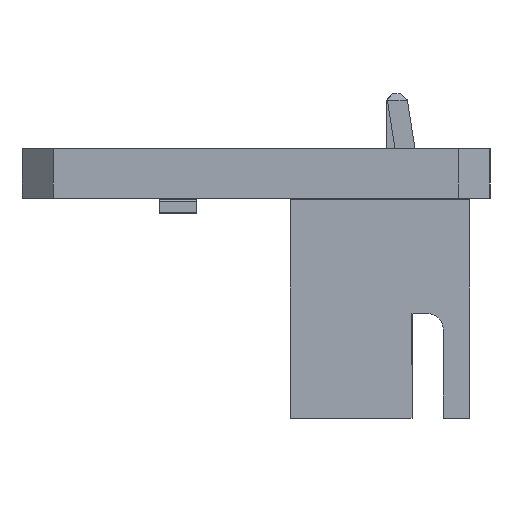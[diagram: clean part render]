
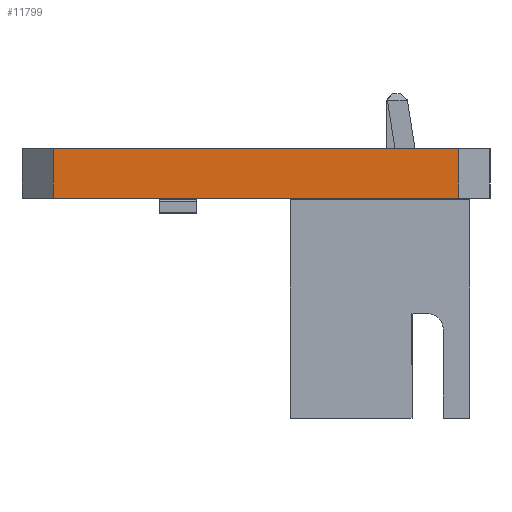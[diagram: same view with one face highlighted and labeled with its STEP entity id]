
A CAD part, left-side view. The second image highlights one B-rep face of the part: STEP entity #11799.
In plain terms, the highlighted planar face has unit normal (-1, 0, 0).
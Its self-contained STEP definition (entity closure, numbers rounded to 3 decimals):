
#11683 = EDGE_CURVE('',#11684,#11686,#11688,.T.);
#11684 = VERTEX_POINT('',#11685);
#11685 = CARTESIAN_POINT('',(-22.5,4.,0.));
#11686 = VERTEX_POINT('',#11687);
#11687 = CARTESIAN_POINT('',(-22.5,4.,1.6));
#11688 = SURFACE_CURVE('',#11689,(#11693,#11705),.PCURVE_S1.);
#11689 = LINE('',#11690,#11691);
#11690 = CARTESIAN_POINT('',(-22.5,4.,0.));
#11691 = VECTOR('',#11692,1.);
#11692 = DIRECTION('',(0.,0.,1.));
#11693 = PCURVE('',#11694,#11699);
#11694 = PLANE('',#11695);
#11695 = AXIS2_PLACEMENT_3D('',#11696,#11697,#11698);
#11696 = CARTESIAN_POINT('',(-22.5,4.,0.));
#11697 = DIRECTION('',(-0.707,0.707,0.));
#11698 = DIRECTION('',(0.707,0.707,0.));
#11699 = DEFINITIONAL_REPRESENTATION('',(#11700),#11704);
#11700 = LINE('',#11701,#11702);
#11701 = CARTESIAN_POINT('',(0.,0.));
#11702 = VECTOR('',#11703,1.);
#11703 = DIRECTION('',(0.,-1.));
#11704 = ( GEOMETRIC_REPRESENTATION_CONTEXT(2) 
PARAMETRIC_REPRESENTATION_CONTEXT() REPRESENTATION_CONTEXT('2D SPACE',''
  ) );
#11705 = PCURVE('',#11706,#11711);
#11706 = PLANE('',#11707);
#11707 = AXIS2_PLACEMENT_3D('',#11708,#11709,#11710);
#11708 = CARTESIAN_POINT('',(-22.5,-9.,0.));
#11709 = DIRECTION('',(-1.,0.,0.));
#11710 = DIRECTION('',(0.,1.,0.));
#11711 = DEFINITIONAL_REPRESENTATION('',(#11712),#11716);
#11712 = LINE('',#11713,#11714);
#11713 = CARTESIAN_POINT('',(13.,0.));
#11714 = VECTOR('',#11715,1.);
#11715 = DIRECTION('',(0.,-1.));
#11716 = ( GEOMETRIC_REPRESENTATION_CONTEXT(2) 
PARAMETRIC_REPRESENTATION_CONTEXT() REPRESENTATION_CONTEXT('2D SPACE',''
  ) );
#11734 = PLANE('',#11735);
#11735 = AXIS2_PLACEMENT_3D('',#11736,#11737,#11738);
#11736 = CARTESIAN_POINT('',(0.,-2.5,1.6));
#11737 = DIRECTION('',(0.,0.,-1.));
#11738 = DIRECTION('',(-1.,0.,0.));
#11788 = PLANE('',#11789);
#11789 = AXIS2_PLACEMENT_3D('',#11790,#11791,#11792);
#11790 = CARTESIAN_POINT('',(0.,-2.5,0.));
#11791 = DIRECTION('',(0.,0.,-1.));
#11792 = DIRECTION('',(-1.,0.,0.));
#11799 = ADVANCED_FACE('',(#11800),#11706,.T.);
#11800 = FACE_BOUND('',#11801,.T.);
#11801 = EDGE_LOOP('',(#11802,#11832,#11853,#11854));
#11802 = ORIENTED_EDGE('',*,*,#11803,.T.);
#11803 = EDGE_CURVE('',#11804,#11806,#11808,.T.);
#11804 = VERTEX_POINT('',#11805);
#11805 = CARTESIAN_POINT('',(-22.5,-9.,0.));
#11806 = VERTEX_POINT('',#11807);
#11807 = CARTESIAN_POINT('',(-22.5,-9.,1.6));
#11808 = SURFACE_CURVE('',#11809,(#11813,#11820),.PCURVE_S1.);
#11809 = LINE('',#11810,#11811);
#11810 = CARTESIAN_POINT('',(-22.5,-9.,0.));
#11811 = VECTOR('',#11812,1.);
#11812 = DIRECTION('',(0.,0.,1.));
#11813 = PCURVE('',#11706,#11814);
#11814 = DEFINITIONAL_REPRESENTATION('',(#11815),#11819);
#11815 = LINE('',#11816,#11817);
#11816 = CARTESIAN_POINT('',(0.,0.));
#11817 = VECTOR('',#11818,1.);
#11818 = DIRECTION('',(0.,-1.));
#11819 = ( GEOMETRIC_REPRESENTATION_CONTEXT(2) 
PARAMETRIC_REPRESENTATION_CONTEXT() REPRESENTATION_CONTEXT('2D SPACE',''
  ) );
#11820 = PCURVE('',#11821,#11826);
#11821 = PLANE('',#11822);
#11822 = AXIS2_PLACEMENT_3D('',#11823,#11824,#11825);
#11823 = CARTESIAN_POINT('',(-21.5,-10.,0.));
#11824 = DIRECTION('',(-0.707,-0.707,0.));
#11825 = DIRECTION('',(-0.707,0.707,0.));
#11826 = DEFINITIONAL_REPRESENTATION('',(#11827),#11831);
#11827 = LINE('',#11828,#11829);
#11828 = CARTESIAN_POINT('',(1.414,0.));
#11829 = VECTOR('',#11830,1.);
#11830 = DIRECTION('',(0.,-1.));
#11831 = ( GEOMETRIC_REPRESENTATION_CONTEXT(2) 
PARAMETRIC_REPRESENTATION_CONTEXT() REPRESENTATION_CONTEXT('2D SPACE',''
  ) );
#11832 = ORIENTED_EDGE('',*,*,#11833,.T.);
#11833 = EDGE_CURVE('',#11806,#11686,#11834,.T.);
#11834 = SURFACE_CURVE('',#11835,(#11839,#11846),.PCURVE_S1.);
#11835 = LINE('',#11836,#11837);
#11836 = CARTESIAN_POINT('',(-22.5,-9.,1.6));
#11837 = VECTOR('',#11838,1.);
#11838 = DIRECTION('',(0.,1.,0.));
#11839 = PCURVE('',#11706,#11840);
#11840 = DEFINITIONAL_REPRESENTATION('',(#11841),#11845);
#11841 = LINE('',#11842,#11843);
#11842 = CARTESIAN_POINT('',(0.,-1.6));
#11843 = VECTOR('',#11844,1.);
#11844 = DIRECTION('',(1.,0.));
#11845 = ( GEOMETRIC_REPRESENTATION_CONTEXT(2) 
PARAMETRIC_REPRESENTATION_CONTEXT() REPRESENTATION_CONTEXT('2D SPACE',''
  ) );
#11846 = PCURVE('',#11734,#11847);
#11847 = DEFINITIONAL_REPRESENTATION('',(#11848),#11852);
#11848 = LINE('',#11849,#11850);
#11849 = CARTESIAN_POINT('',(22.5,-6.5));
#11850 = VECTOR('',#11851,1.);
#11851 = DIRECTION('',(0.,1.));
#11852 = ( GEOMETRIC_REPRESENTATION_CONTEXT(2) 
PARAMETRIC_REPRESENTATION_CONTEXT() REPRESENTATION_CONTEXT('2D SPACE',''
  ) );
#11853 = ORIENTED_EDGE('',*,*,#11683,.F.);
#11854 = ORIENTED_EDGE('',*,*,#11855,.F.);
#11855 = EDGE_CURVE('',#11804,#11684,#11856,.T.);
#11856 = SURFACE_CURVE('',#11857,(#11861,#11868),.PCURVE_S1.);
#11857 = LINE('',#11858,#11859);
#11858 = CARTESIAN_POINT('',(-22.5,-9.,0.));
#11859 = VECTOR('',#11860,1.);
#11860 = DIRECTION('',(0.,1.,0.));
#11861 = PCURVE('',#11706,#11862);
#11862 = DEFINITIONAL_REPRESENTATION('',(#11863),#11867);
#11863 = LINE('',#11864,#11865);
#11864 = CARTESIAN_POINT('',(0.,0.));
#11865 = VECTOR('',#11866,1.);
#11866 = DIRECTION('',(1.,0.));
#11867 = ( GEOMETRIC_REPRESENTATION_CONTEXT(2) 
PARAMETRIC_REPRESENTATION_CONTEXT() REPRESENTATION_CONTEXT('2D SPACE',''
  ) );
#11868 = PCURVE('',#11788,#11869);
#11869 = DEFINITIONAL_REPRESENTATION('',(#11870),#11874);
#11870 = LINE('',#11871,#11872);
#11871 = CARTESIAN_POINT('',(22.5,-6.5));
#11872 = VECTOR('',#11873,1.);
#11873 = DIRECTION('',(0.,1.));
#11874 = ( GEOMETRIC_REPRESENTATION_CONTEXT(2) 
PARAMETRIC_REPRESENTATION_CONTEXT() REPRESENTATION_CONTEXT('2D SPACE',''
  ) );
